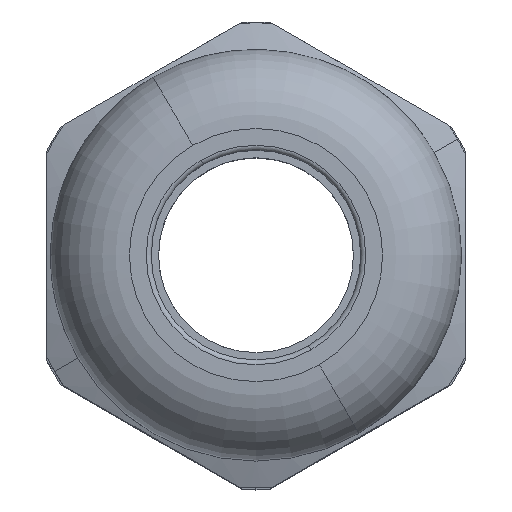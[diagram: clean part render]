
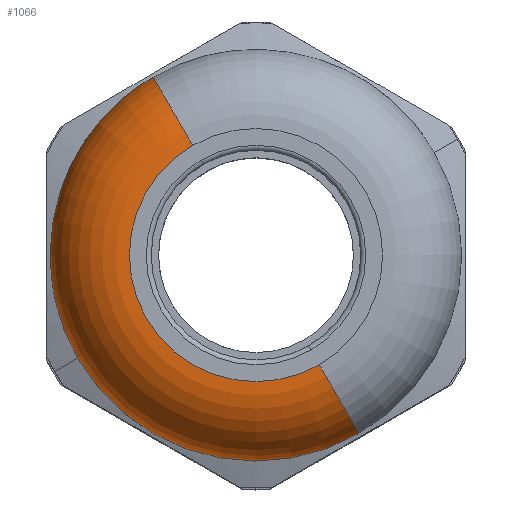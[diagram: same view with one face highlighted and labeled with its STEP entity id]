
A CAD part, top view. The second image highlights one B-rep face of the part: STEP entity #1066.
In plain terms, the highlighted toroidal (fillet/blend) face has major radius 5.145 mm and minor radius 3.22 mm.
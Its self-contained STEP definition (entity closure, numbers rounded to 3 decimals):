
#920=AXIS2_PLACEMENT_3D('Circle Axis2P3D',#918,#919,$) ;
#1030=AXIS2_PLACEMENT_3D('Torus Axis2P3D',#1027,#1028,#1029) ;
#1034=AXIS2_PLACEMENT_3D('Circle Axis2P3D',#1032,#1033,$) ;
#1041=AXIS2_PLACEMENT_3D('Circle Axis2P3D',#1039,#1040,$) ;
#1048=AXIS2_PLACEMENT_3D('Circle Axis2P3D',#1046,#1047,$) ;
#1055=AXIS2_PLACEMENT_3D('Circle Axis2P3D',#1053,#1054,$) ;
#870=CARTESIAN_POINT('Vertex',(1.256,5.328,26.215)) ;
#874=CARTESIAN_POINT('Control Point',(1.256,5.328,26.215)) ;
#875=CARTESIAN_POINT('Control Point',(-0.058,7.603,26.215)) ;
#876=CARTESIAN_POINT('Control Point',(-0.482,10.396,26.215)) ;
#877=CARTESIAN_POINT('Control Point',(0.278,13.234,26.215)) ;
#878=CARTESIAN_POINT('Control Point',(2.042,15.44,26.215)) ;
#879=CARTESIAN_POINT('Control Point',(4.318,16.754,26.215)) ;
#880=CARTESIAN_POINT('Vertex',(4.318,16.754,26.215)) ;
#915=CARTESIAN_POINT('Vertex',(12.683,2.266,26.215)) ;
#918=CARTESIAN_POINT('Axis2P3D Location',(8.5,9.51,26.215)) ;
#1027=CARTESIAN_POINT('Axis2P3D Location',(8.5,9.51,26.215)) ;
#1032=CARTESIAN_POINT('Axis2P3D Location',(11.073,5.054,26.215)) ;
#1036=CARTESIAN_POINT('Vertex',(11.073,5.054,29.435)) ;
#1039=CARTESIAN_POINT('Axis2P3D Location',(8.5,9.51,29.435)) ;
#1043=CARTESIAN_POINT('Vertex',(4.044,6.938,29.435)) ;
#1046=CARTESIAN_POINT('Axis2P3D Location',(8.5,9.51,29.435)) ;
#1050=CARTESIAN_POINT('Vertex',(5.928,13.966,29.435)) ;
#1053=CARTESIAN_POINT('Axis2P3D Location',(5.928,13.966,26.215)) ;
#919=DIRECTION('Axis2P3D Direction',(0.,0.,-1.)) ;
#1028=DIRECTION('Axis2P3D Direction',(0.,0.,-1.)) ;
#1029=DIRECTION('Axis2P3D XDirection',(0.5,-0.866,0.)) ;
#1033=DIRECTION('Axis2P3D Direction',(0.866,0.5,0.)) ;
#1040=DIRECTION('Axis2P3D Direction',(0.,0.,-1.)) ;
#1047=DIRECTION('Axis2P3D Direction',(0.,0.,-1.)) ;
#1054=DIRECTION('Axis2P3D Direction',(-0.866,-0.5,0.)) ;
#1059=ORIENTED_EDGE('',*,*,#1038,.F.) ;
#1060=ORIENTED_EDGE('',*,*,#1045,.T.) ;
#1061=ORIENTED_EDGE('',*,*,#1052,.T.) ;
#1062=ORIENTED_EDGE('',*,*,#1057,.F.) ;
#1063=ORIENTED_EDGE('',*,*,#882,.F.) ;
#1064=ORIENTED_EDGE('',*,*,#922,.F.) ;
#1066=ADVANCED_FACE('65286_PG9_OT\\Volumenk\X2\00F6\X0\rper1',(#1065),#1031,.T.) ;
#873=B_SPLINE_CURVE_WITH_KNOTS('',5,(#874,#875,#876,#877,#878,#879),.UNSPECIFIED.,.F.,.U.,(6,6),(-13.14,0.),.UNSPECIFIED.) ;
#921=CIRCLE('generated circle',#920,8.365) ;
#1035=CIRCLE('generated circle',#1034,3.22) ;
#1042=CIRCLE('generated circle',#1041,5.145) ;
#1049=CIRCLE('generated circle',#1048,5.145) ;
#1056=CIRCLE('generated circle',#1055,3.22) ;
#1031=TOROIDAL_SURFACE('homeo Torus',#1030,5.145,3.22) ;
#882=EDGE_CURVE('',#871,#881,#873,.T.) ;
#922=EDGE_CURVE('',#916,#871,#921,.T.) ;
#1038=EDGE_CURVE('',#1037,#916,#1035,.T.) ;
#1045=EDGE_CURVE('',#1037,#1044,#1042,.T.) ;
#1052=EDGE_CURVE('',#1044,#1051,#1049,.T.) ;
#1057=EDGE_CURVE('',#881,#1051,#1056,.F.) ;
#1058=EDGE_LOOP('',(#1059,#1060,#1061,#1062,#1063,#1064)) ;
#1065=FACE_OUTER_BOUND('',#1058,.T.) ;
#871=VERTEX_POINT('',#870) ;
#881=VERTEX_POINT('',#880) ;
#916=VERTEX_POINT('',#915) ;
#1037=VERTEX_POINT('',#1036) ;
#1044=VERTEX_POINT('',#1043) ;
#1051=VERTEX_POINT('',#1050) ;
